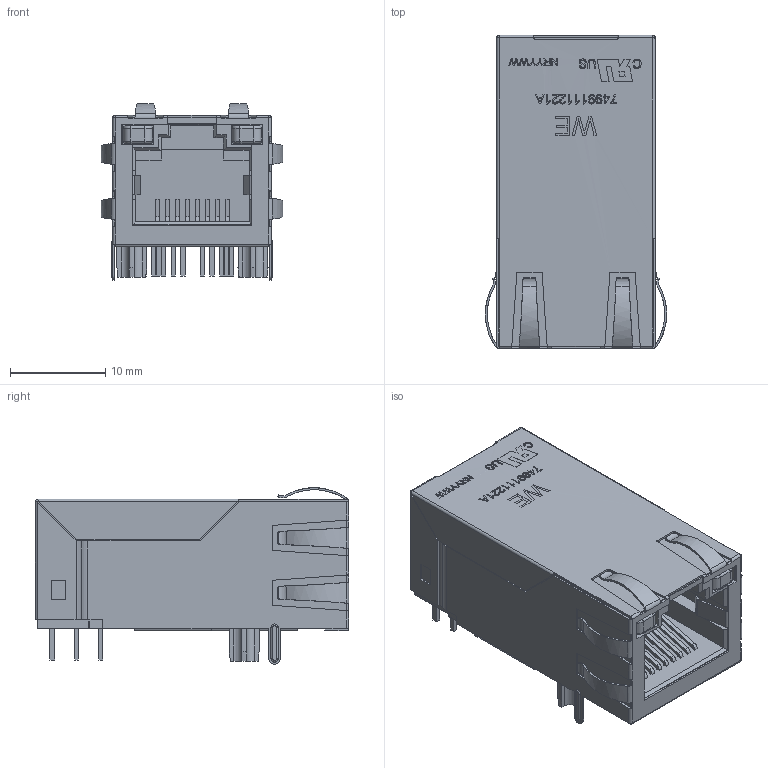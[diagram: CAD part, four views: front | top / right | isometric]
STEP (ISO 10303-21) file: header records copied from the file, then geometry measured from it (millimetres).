
FILE_DESCRIPTION(/* description */ ('Unknown'),/* implementation_level */ '2;1');
FILE_NAME(/* name */ 'T_Wurth_WE-RJ45LAN_7499111221A',/* time_stamp */ '2025-08-21T15:09:47+08:00',/* author */ ('Unknown'),/* organization */ ('Unknown'),/* preprocessor_version */ 'ST-DEVELOPER v19.4',/* originating_system */ 'Solid Edge',/* authorisation */ 'Unknown');
FILE_SCHEMA (('AUTOMOTIVE_DESIGN {1 0 10303 214 3 1 1}'));
Length unit declared in the file: millimetre
Products named in the file (2): T_Wurth_WE-RJ45LAN_7499111221A
Assembly tree (1 placements, depth 2):
  T_Wurth_WE-RJ45LAN_7499111221A
    T_Wurth_WE-RJ45LAN_7499111221A
Bounding box: 19 x 32.8 x 18.5 mm (x, y, z)
Volume: 4336.9 mm3; surface area: 6322.8 mm2
Topology: 3 solids, 3 shells, 936 faces, 2454 edges, 1558 vertices
Faces by surface type: plane 604, cylinder 240, bspline 55, torus 16, sphere 13, cone 8
Entity records: 35956 total; most frequent: CARTESIAN_POINT 7483, ORIENTED_EDGE 4880, DIRECTION 4118, EDGE_CURVE 2440, VERTEX_POINT 1558, LINE 1484, VECTOR 1484, AXIS2_PLACEMENT_3D 1317
